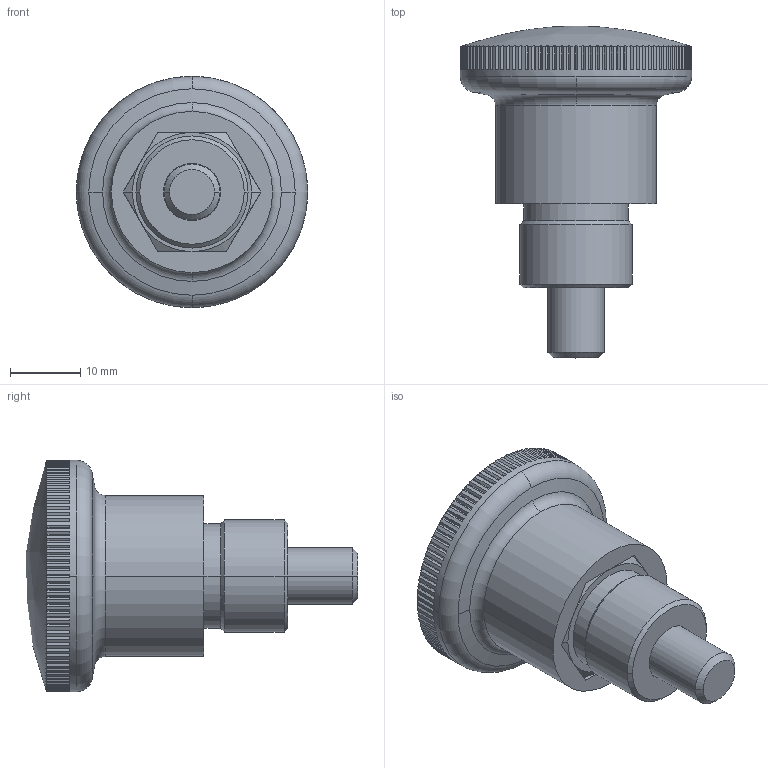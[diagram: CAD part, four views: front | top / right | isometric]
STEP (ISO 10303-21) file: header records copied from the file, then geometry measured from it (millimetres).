
FILE_DESCRIPTION(('STEP AP214'),'1');
FILE_NAME('HALDERN_EH_22110_1122-1.stp','2017-05-09T08:09:00',('TraceParts'),('TraceParts S.A.'),'Spatial InterOp 3D',' ',' ');
FILE_SCHEMA(('automotive_design'));
Length unit declared in the file: millimetre
Products named in the file (2): HALDERN_EH_22110_1122-1_1; HALDERN_EH_22110_1122-1_2
Bounding box: 33 x 47.38 x 33 mm (x, y, z)
Volume: 16230.7 mm3; surface area: 8321.1 mm2
Topology: 2 solids, 2 shells, 359 faces, 1032 edges, 680 vertices
Faces by surface type: plane 318, cone 24, cylinder 12, torus 4, sphere 1
Entity records: 14865 total; most frequent: DIRECTION 2190, CARTESIAN_POINT 2169, ORIENTED_EDGE 2064, EDGE_CURVE 1032, AXIS2_PLACEMENT_3D 821, VERTEX_POINT 680, LINE 548, VECTOR 548
